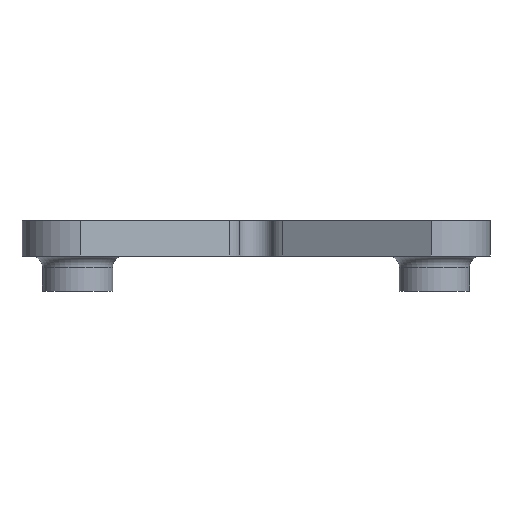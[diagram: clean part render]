
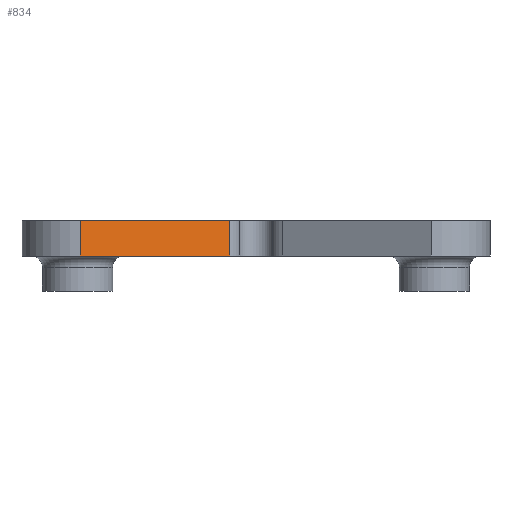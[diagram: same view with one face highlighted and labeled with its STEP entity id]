
A CAD part, left-side view. The second image highlights one B-rep face of the part: STEP entity #834.
In plain terms, the highlighted planar face has unit normal (-0.86, -0.51, 0).
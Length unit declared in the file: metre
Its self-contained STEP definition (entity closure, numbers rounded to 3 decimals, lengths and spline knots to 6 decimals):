
#52=LINE('',#1295,#92);
#62=LINE('',#1374,#102);
#72=LINE('',#1453,#112);
#87=LINE('',#1479,#127);
#92=VECTOR('',#1017,1.);
#102=VECTOR('',#1087,1.);
#112=VECTOR('',#1189,1.);
#127=VECTOR('',#1226,1.);
#293=ORIENTED_EDGE('',*,*,#399,.F.);
#294=ORIENTED_EDGE('',*,*,#445,.T.);
#295=ORIENTED_EDGE('',*,*,#360,.T.);
#296=ORIENTED_EDGE('',*,*,#430,.T.);
#360=EDGE_CURVE('',#467,#466,#52,.T.);
#399=EDGE_CURVE('',#505,#506,#62,.T.);
#430=EDGE_CURVE('',#466,#506,#72,.T.);
#445=EDGE_CURVE('',#505,#467,#87,.F.);
#466=VERTEX_POINT('',#1294);
#467=VERTEX_POINT('',#1296);
#505=VERTEX_POINT('',#1373);
#506=VERTEX_POINT('',#1375);
#671=EDGE_LOOP('',(#293,#294,#295,#296));
#765=FACE_BOUND('',#671,.T.);
#795=PLANE('',#964);
#834=ADVANCED_FACE('',(#765),#795,.F.);
#964=AXIS2_PLACEMENT_3D('',#1478,#1224,#1225);
#1017=DIRECTION('',(-0.51,0.86,0.));
#1087=DIRECTION('',(-0.51,0.86,0.));
#1189=DIRECTION('',(0.,0.,-1.));
#1224=DIRECTION('',(0.86,0.51,0.));
#1225=DIRECTION('',(-0.51,0.86,0.));
#1226=DIRECTION('',(0.,0.,-1.));
#1294=CARTESIAN_POINT('',(-0.02,0.015,0.003));
#1295=CARTESIAN_POINT('',(-0.016,0.00825,0.003));
#1296=CARTESIAN_POINT('',(-0.012436,0.002236,0.003));
#1373=CARTESIAN_POINT('',(-0.012436,0.002236,0.));
#1374=CARTESIAN_POINT('',(-0.008223,-0.004873,0.));
#1375=CARTESIAN_POINT('',(-0.02,0.015,0.));
#1453=CARTESIAN_POINT('',(-0.02,0.015,0.));
#1478=CARTESIAN_POINT('',(-0.016,0.00825,-0.001));
#1479=CARTESIAN_POINT('',(-0.012436,0.002236,0.003));
